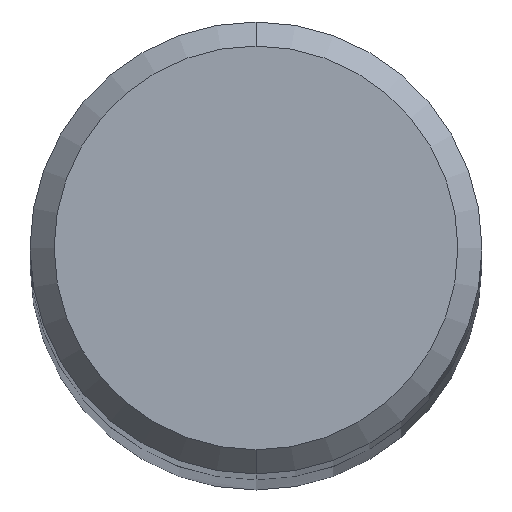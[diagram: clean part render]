
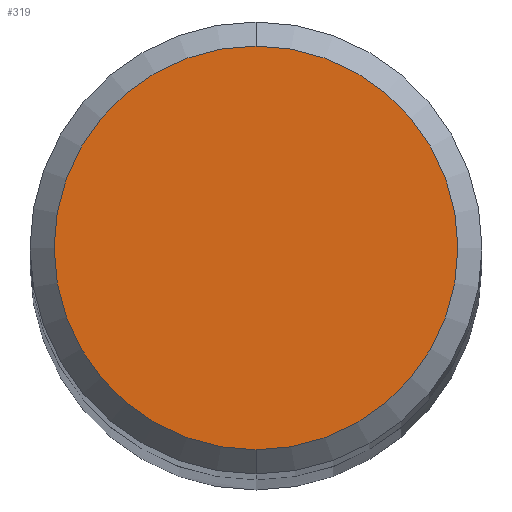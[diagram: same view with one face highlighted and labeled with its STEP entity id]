
A CAD part, top view. The second image highlights one B-rep face of the part: STEP entity #319.
In plain terms, the highlighted planar face has unit normal (0, 0, 1).
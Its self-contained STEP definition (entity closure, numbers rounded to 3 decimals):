
#209=VERTEX_POINT('',#475);
#211=EDGE_CURVE('',#209,#327,#477,.T.);
#237=EDGE_CURVE('',#327,#209,#505,.T.);
#319=ADVANCED_FACE('',(#598),#599,.T.);
#327=VERTEX_POINT('',#608);
#475=CARTESIAN_POINT('',(0.,-3.35,53.0));
#477=CIRCLE('',#806,3.35);
#505=CIRCLE('',#879,3.35);
#598=FACE_OUTER_BOUND('',#1123,.T.);
#599=PLANE('',#1124);
#608=CARTESIAN_POINT('',(0.0,3.35,53.0));
#806=AXIS2_PLACEMENT_3D('',#1342,#1343,#1344);
#879=AXIS2_PLACEMENT_3D('',#1375,#1376,#1377);
#1123=EDGE_LOOP('',(#1504,#1505));
#1124=AXIS2_PLACEMENT_3D('',#1506,#1507,#1508);
#1342=CARTESIAN_POINT('',(0.0,0.0,53.0));
#1343=DIRECTION('',(0.0,0.0,-1.0));
#1344=DIRECTION('',(0.0,1.0,0.0));
#1375=CARTESIAN_POINT('',(0.0,0.0,53.0));
#1376=DIRECTION('',(0.0,0.0,-1.0));
#1377=DIRECTION('',(0.0,1.0,0.0));
#1504=ORIENTED_EDGE('',*,*,#237,.F.);
#1505=ORIENTED_EDGE('',*,*,#211,.F.);
#1506=CARTESIAN_POINT('',(0.0,1.675,53.0));
#1507=DIRECTION('',(0.0,0.0,1.0));
#1508=DIRECTION('',(0.0,-1.0,0.0));
